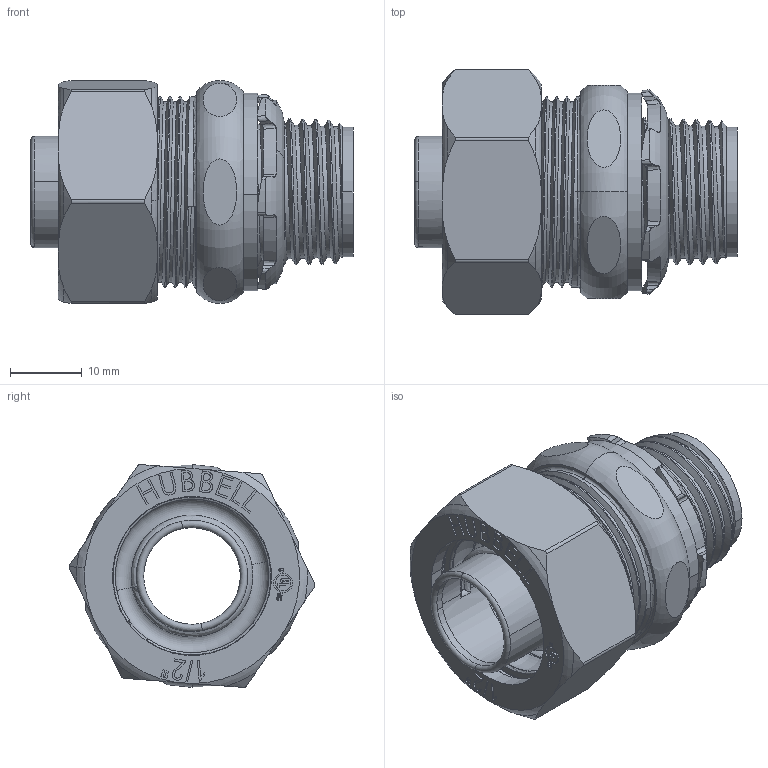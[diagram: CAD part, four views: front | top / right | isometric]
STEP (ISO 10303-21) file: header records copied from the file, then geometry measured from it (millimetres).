
FILE_DESCRIPTION (( 'STEP AP214' ), '1' );
FILE_NAME ('3512-8.STEP', '2019-07-31T19:45:05', ( '' ), ( '' ), 'SwSTEP 2.0', 'SolidWorks 2018', '' );
FILE_SCHEMA (( 'AUTOMOTIVE_DESIGN' ));
Length unit declared in the file: inch
Products named in the file (1): 3512-8
Bounding box: 44.75 x 34.15 x 30.98 mm (x, y, z)
Volume: 10676.2 mm3; surface area: 17349.4 mm2
Topology: 7 solids, 7 shells, 520 faces, 1414 edges, 937 vertices
Faces by surface type: plane 197, cylinder 98, bspline 90, cone 69, torus 64, sphere 2
Entity records: 41327 total; most frequent: CARTESIAN_POINT 22255, ORIENTED_EDGE 2824, DIRECTION 2158, EDGE_CURVE 1412, VERTEX_POINT 936, AXIS2_PLACEMENT_3D 764, VECTOR 630, LINE 630
